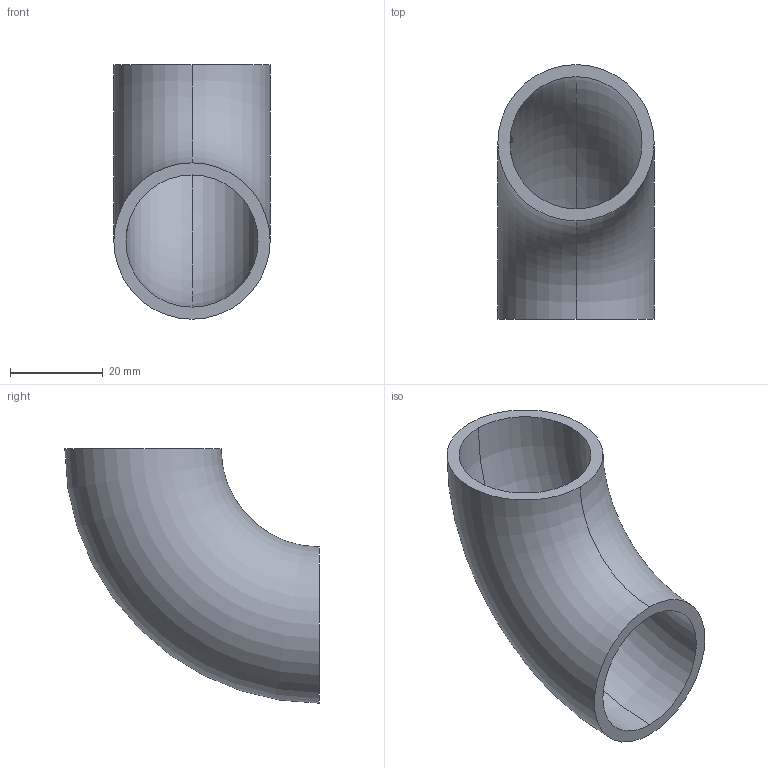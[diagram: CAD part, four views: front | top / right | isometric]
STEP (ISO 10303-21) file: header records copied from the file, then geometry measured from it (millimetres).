
FILE_DESCRIPTION (( 'STEP AP203' ), '1' );
FILE_NAME ('55160-ST.step', '2018-12-17T10:23:12', ( '' ), ( '' ), 'SwSTEP 2.0', 'SolidWorks 2015', '' );
FILE_SCHEMA (( 'CONFIG_CONTROL_DESIGN' ));
Length unit declared in the file: millimetre
Products named in the file (1): 55160-ST
Bounding box: 33.7 x 54.85 x 54.85 mm (x, y, z)
Volume: 15162.6 mm3; surface area: 12180.6 mm2
Topology: 1 solids, 1 shells, 213 faces, 570 edges, 380 vertices
Faces by surface type: bspline 97, plane 91, torus 25
Entity records: 10869 total; most frequent: CARTESIAN_POINT 6471, ORIENTED_EDGE 1140, EDGE_CURVE 570, DIRECTION 444, VERTEX_POINT 380, B_SPLINE_CURVE_WITH_KNOTS 372, EDGE_LOOP 236, ADVANCED_FACE 213
